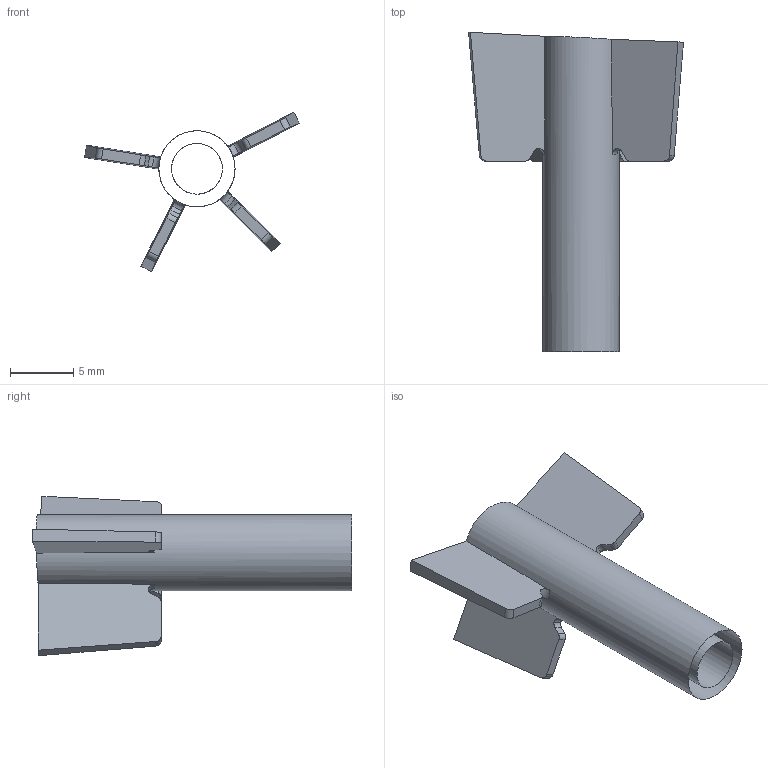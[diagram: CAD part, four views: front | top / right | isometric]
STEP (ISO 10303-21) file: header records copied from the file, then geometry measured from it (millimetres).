
FILE_DESCRIPTION(('Open CASCADE Model'),'2;1');
FILE_NAME('Open CASCADE Shape Model','2025-10-21T21:37:34',('Author'),( 'Open CASCADE'),'Open CASCADE STEP processor 7.7','Open CASCADE 7.7' ,'Unknown');
FILE_SCHEMA(('AUTOMOTIVE_DESIGN { 1 0 10303 214 1 1 1 1 }'));
Length unit declared in the file: millimetre
Products named in the file (39): Open CASCADE STEP translator 7.7 15; Open CASCADE STEP translator 7.7 15.1; Open CASCADE STEP translator 7.7 15.2; Open CASCADE STEP translator 7.7 15.3; Open CASCADE STEP translator 7.7 15.4; Open CASCADE STEP translator 7.7 15.5; Open CASCADE STEP translator 7.7 15.6; Open CASCADE STEP translator 7.7 15.7; Open CASCADE STEP translator 7.7 15.8; Open CASCADE STEP translator 7.7 15.9; Open CASCADE STEP translator 7.7 15.10; Open CASCADE STEP translator 7.7 15.11; Open CASCADE STEP translator 7.7 15.12; Open CASCADE STEP translator 7.7 15.13; Open CASCADE STEP translator 7.7 15.14; Open CASCADE STEP translator 7.7 15.15; Open CASCADE STEP translator 7.7 15.16; Open CASCADE STEP translator 7.7 15.17; Open CASCADE STEP translator 7.7 15.18; Open CASCADE STEP translator 7.7 15.19; Open CASCADE STEP translator 7.7 15.20; Open CASCADE STEP translator 7.7 15.21; Open CASCADE STEP translator 7.7 15.22; Open CASCADE STEP translator 7.7 15.23; Open CASCADE STEP translator 7.7 15.24; Open CASCADE STEP translator 7.7 15.25; Open CASCADE STEP translator 7.7 15.26; Open CASCADE STEP translator 7.7 15.27; Open CASCADE STEP translator 7.7 15.28; Open CASCADE STEP translator 7.7 15.29; Open CASCADE STEP translator 7.7 15.30; Open CASCADE STEP translator 7.7 15.31; Open CASCADE STEP translator 7.7 15.32; Open CASCADE STEP translator 7.7 15.33; Open CASCADE STEP translator 7.7 15.34; Open CASCADE STEP translator 7.7 15.35; Open CASCADE STEP translator 7.7 15.36; Open CASCADE STEP translator 7.7 15.37; Open CASCADE STEP translator 7.7 15.38
Assembly tree (38 placements, depth 2):
  Open CASCADE STEP translator 7.7 15
    Open CASCADE STEP translator 7.7 15.1
    Open CASCADE STEP translator 7.7 15.2
    Open CASCADE STEP translator 7.7 15.3
    Open CASCADE STEP translator 7.7 15.4
    Open CASCADE STEP translator 7.7 15.5
    Open CASCADE STEP translator 7.7 15.6
    Open CASCADE STEP translator 7.7 15.7
    Open CASCADE STEP translator 7.7 15.8
    Open CASCADE STEP translator 7.7 15.9
    Open CASCADE STEP translator 7.7 15.10
    Open CASCADE STEP translator 7.7 15.11
    Open CASCADE STEP translator 7.7 15.12
    Open CASCADE STEP translator 7.7 15.13
    Open CASCADE STEP translator 7.7 15.14
    Open CASCADE STEP translator 7.7 15.15
    Open CASCADE STEP translator 7.7 15.16
    Open CASCADE STEP translator 7.7 15.17
    Open CASCADE STEP translator 7.7 15.18
    Open CASCADE STEP translator 7.7 15.19
    Open CASCADE STEP translator 7.7 15.20
    Open CASCADE STEP translator 7.7 15.21
    Open CASCADE STEP translator 7.7 15.22
    Open CASCADE STEP translator 7.7 15.23
    Open CASCADE STEP translator 7.7 15.24
    Open CASCADE STEP translator 7.7 15.25
    Open CASCADE STEP translator 7.7 15.26
    Open CASCADE STEP translator 7.7 15.27
    Open CASCADE STEP translator 7.7 15.28
    Open CASCADE STEP translator 7.7 15.29
    Open CASCADE STEP translator 7.7 15.30
    Open CASCADE STEP translator 7.7 15.31
    Open CASCADE STEP translator 7.7 15.32
    Open CASCADE STEP translator 7.7 15.33
    Open CASCADE STEP translator 7.7 15.34
    Open CASCADE STEP translator 7.7 15.35
    Open CASCADE STEP translator 7.7 15.36
    Open CASCADE STEP translator 7.7 15.37
    Open CASCADE STEP translator 7.7 15.38
Bounding box: 16.92 x 25.14 x 12.55 mm (x, y, z)
Surface area: 1206.3 mm2 (no closed solid volume)
Topology: 0 solids, 38 shells, 38 faces, 207 edges, 205 vertices
Faces by surface type: plane 16, torus 12, cylinder 6, cone 4
Full cylindrical faces by diameter (mm): 4 x1, 6 x1
Entity records: 5313 total; most frequent: CARTESIAN_POINT 2124, DIRECTION 458, ORIENTED_EDGE 209, PCURVE 209, DEFINITIONAL_REPRESENTATION 209, EDGE_CURVE 207, VERTEX_POINT 205, SURFACE_CURVE 205
